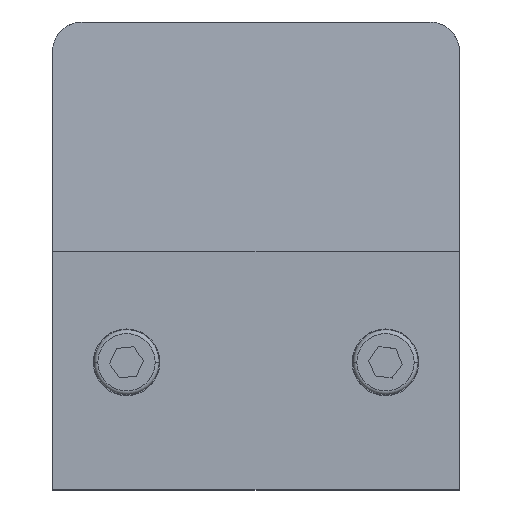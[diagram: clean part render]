
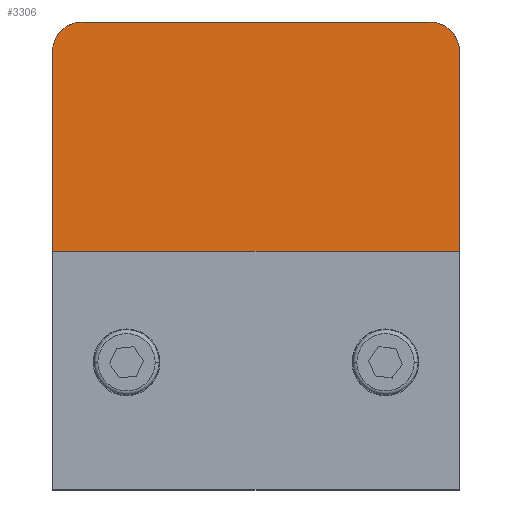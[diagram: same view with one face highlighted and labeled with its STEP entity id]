
A CAD part, top view. The second image highlights one B-rep face of the part: STEP entity #3306.
In plain terms, the highlighted planar face has unit normal (0, 0.064, 0.998).
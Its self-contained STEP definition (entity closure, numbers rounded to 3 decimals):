
#48 = LINE ( 'NONE', #1039, #2712 ) ;
#63 = ORIENTED_EDGE ( 'NONE', *, *, #2283, .F. ) ;
#216 = DIRECTION ( 'NONE',  ( -1., 0., 0. ) ) ;
#275 = DIRECTION ( 'NONE',  ( -1., 0., 0. ) ) ;
#288 =( BOUNDED_CURVE ( )  B_SPLINE_CURVE ( 3, ( #989, #472, #2021, #1214 ),
 .UNSPECIFIED., .F., .T. ) 
 B_SPLINE_CURVE_WITH_KNOTS ( ( 4, 4 ),
 ( 3.142, 4.712 ),
 .UNSPECIFIED. ) 
 CURVE ( )  GEOMETRIC_REPRESENTATION_ITEM ( )  RATIONAL_B_SPLINE_CURVE ( ( 1., 0.805, 0.805, 1. ) ) 
 REPRESENTATION_ITEM ( '' )  );
#298 = DIRECTION ( 'NONE',  ( 0., -0.998, 0.064 ) ) ;
#395 = ORIENTED_EDGE ( 'NONE', *, *, #492, .T. ) ;
#411 = EDGE_CURVE ( 'NONE', #942, #2126, #516, .T. ) ;
#472 = CARTESIAN_POINT ( 'NONE',  ( -25.843, 37.5, 21.5 ) ) ;
#492 = EDGE_CURVE ( 'NONE', #1715, #3277, #1924, .T. ) ;
#505 = CARTESIAN_POINT ( 'NONE',  ( -23.5, 37.5, 21.5 ) ) ;
#506 = EDGE_CURVE ( 'NONE', #1262, #942, #288, .T. ) ;
#513 = LINE ( 'NONE', #578, #2282 ) ;
#516 = LINE ( 'NONE', #2634, #2023 ) ;
#578 = CARTESIAN_POINT ( 'NONE',  ( 27.5, 6.5, 23.5 ) ) ;
#585 = ORIENTED_EDGE ( 'NONE', *, *, #1416, .T. ) ;
#605 = CARTESIAN_POINT ( 'NONE',  ( 25.843, 37.5, 21.5 ) ) ;
#772 = VERTEX_POINT ( 'NONE', #1892 ) ;
#941 = CARTESIAN_POINT ( 'NONE',  ( 27.5, 37.5, 21.5 ) ) ;
#942 = VERTEX_POINT ( 'NONE', #2265 ) ;
#989 = CARTESIAN_POINT ( 'NONE',  ( -23.5, 37.5, 21.5 ) ) ;
#1039 = CARTESIAN_POINT ( 'NONE',  ( 27.5, 37.5, 21.5 ) ) ;
#1151 = CARTESIAN_POINT ( 'NONE',  ( 27.5, 35.843, 21.607 ) ) ;
#1214 = CARTESIAN_POINT ( 'NONE',  ( -27.5, 33.5, 21.758 ) ) ;
#1262 = VERTEX_POINT ( 'NONE', #505 ) ;
#1285 = VECTOR ( 'NONE', #216, 1000. ) ;
#1416 = EDGE_CURVE ( 'NONE', #3277, #1262, #1491, .T. ) ;
#1484 = CARTESIAN_POINT ( 'NONE',  ( 23.5, 37.5, 21.5 ) ) ;
#1491 = LINE ( 'NONE', #2544, #1285 ) ;
#1601 = ORIENTED_EDGE ( 'NONE', *, *, #506, .T. ) ;
#1608 = EDGE_LOOP ( 'NONE', ( #585, #1601, #3031, #2345, #63, #395 ) ) ;
#1715 = VERTEX_POINT ( 'NONE', #1760 ) ;
#1760 = CARTESIAN_POINT ( 'NONE',  ( 27.5, 33.5, 21.758 ) ) ;
#1842 = EDGE_CURVE ( 'NONE', #772, #2126, #513, .T. ) ;
#1892 = CARTESIAN_POINT ( 'NONE',  ( 27.5, 6.5, 23.5 ) ) ;
#1924 =( BOUNDED_CURVE ( )  B_SPLINE_CURVE ( 3, ( #2695, #1151, #605, #3234 ),
 .UNSPECIFIED., .F., .T. ) 
 B_SPLINE_CURVE_WITH_KNOTS ( ( 4, 4 ),
 ( 4.712, 6.283 ),
 .UNSPECIFIED. ) 
 CURVE ( )  GEOMETRIC_REPRESENTATION_ITEM ( )  RATIONAL_B_SPLINE_CURVE ( ( 1., 0.805, 0.805, 1. ) ) 
 REPRESENTATION_ITEM ( '' )  );
#2018 = FACE_OUTER_BOUND ( 'NONE', #1608, .T. ) ;
#2021 = CARTESIAN_POINT ( 'NONE',  ( -27.5, 35.843, 21.607 ) ) ;
#2023 = VECTOR ( 'NONE', #298, 1000. ) ;
#2126 = VERTEX_POINT ( 'NONE', #2238 ) ;
#2221 = PLANE ( 'NONE',  #2666 ) ;
#2238 = CARTESIAN_POINT ( 'NONE',  ( -27.5, 6.5, 23.5 ) ) ;
#2265 = CARTESIAN_POINT ( 'NONE',  ( -27.5, 33.5, 21.758 ) ) ;
#2282 = VECTOR ( 'NONE', #275, 1000. ) ;
#2283 = EDGE_CURVE ( 'NONE', #1715, #772, #48, .T. ) ;
#2345 = ORIENTED_EDGE ( 'NONE', *, *, #1842, .F. ) ;
#2537 = DIRECTION ( 'NONE',  ( 0., -0.064, -0.998 ) ) ;
#2544 = CARTESIAN_POINT ( 'NONE',  ( 27.5, 37.5, 21.5 ) ) ;
#2634 = CARTESIAN_POINT ( 'NONE',  ( -27.5, 37.5, 21.5 ) ) ;
#2666 = AXIS2_PLACEMENT_3D ( 'NONE', #941, #2537, #2794 ) ;
#2695 = CARTESIAN_POINT ( 'NONE',  ( 27.5, 33.5, 21.758 ) ) ;
#2712 = VECTOR ( 'NONE', #3380, 1000. ) ;
#2794 = DIRECTION ( 'NONE',  ( 0., 0.998, -0.064 ) ) ;
#3031 = ORIENTED_EDGE ( 'NONE', *, *, #411, .T. ) ;
#3234 = CARTESIAN_POINT ( 'NONE',  ( 23.5, 37.5, 21.5 ) ) ;
#3277 = VERTEX_POINT ( 'NONE', #1484 ) ;
#3306 = ADVANCED_FACE ( 'NONE', ( #2018 ), #2221, .F. ) ;
#3380 = DIRECTION ( 'NONE',  ( 0., -0.998, 0.064 ) ) ;
